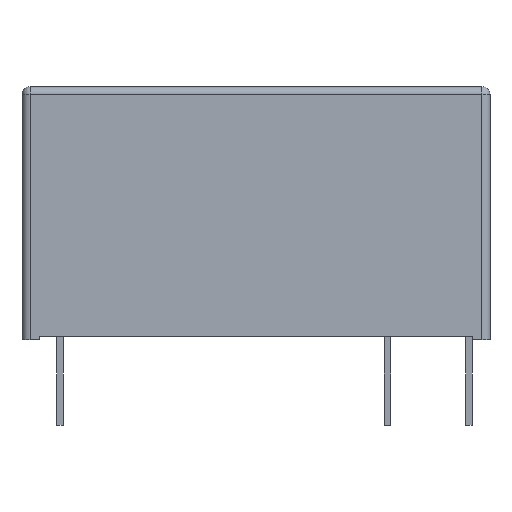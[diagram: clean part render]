
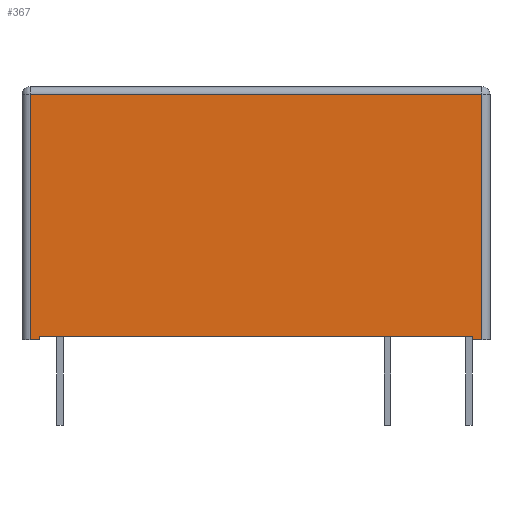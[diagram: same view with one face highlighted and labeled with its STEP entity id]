
A CAD part, front view. The second image highlights one B-rep face of the part: STEP entity #367.
In plain terms, the highlighted planar face has unit normal (0, -1, 0).
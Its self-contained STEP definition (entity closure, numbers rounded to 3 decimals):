
#13=DIRECTION('',(0.,0.,1.));
#126=VERTEX_POINT('',#127);
#127=CARTESIAN_POINT('',(-1.289,-2.6,0.2));
#168=VERTEX_POINT('',#169);
#169=CARTESIAN_POINT('',(25.589,-2.6,0.2));
#173=ORIENTED_EDGE('',*,*,#174,.F.);
#174=EDGE_CURVE('',#126,#168,#175,.T.);
#175=LINE('',#127,#176);
#176=VECTOR('',#177,1.);
#177=DIRECTION('',(1.,0.,0.));
#321=VECTOR('',#13,1.);
#323=ORIENTED_EDGE('',*,*,#324,.F.);
#324=EDGE_CURVE('',#325,#126,#327,.T.);
#325=VERTEX_POINT('',#326);
#326=CARTESIAN_POINT('',(-1.289,-2.6,0.));
#327=LINE('',#326,#321);
#367=ADVANCED_FACE('',(#368),#399,.F.);
#368=FACE_BOUND('',#369,.F.);
#369=EDGE_LOOP('',(#370,#376,#381,#387,#392,#396,#173,#323));
#370=ORIENTED_EDGE('',*,*,#371,.F.);
#371=EDGE_CURVE('',#372,#325,#374,.T.);
#372=VERTEX_POINT('',#373);
#373=CARTESIAN_POINT('',(-1.85,-2.6,0.));
#374=LINE('',#375,#176);
#375=CARTESIAN_POINT('',(-2.35,-2.6,0.));
#376=ORIENTED_EDGE('',*,*,#377,.T.);
#377=EDGE_CURVE('',#372,#378,#380,.T.);
#378=VERTEX_POINT('',#379);
#379=CARTESIAN_POINT('',(-1.85,-2.6,15.2));
#380=LINE('',#373,#321);
#381=ORIENTED_EDGE('',*,*,#382,.T.);
#382=EDGE_CURVE('',#378,#383,#385,.T.);
#383=VERTEX_POINT('',#384);
#384=CARTESIAN_POINT('',(26.15,-2.6,15.2));
#385=LINE('',#386,#176);
#386=CARTESIAN_POINT('',(-2.35,-2.6,15.2));
#387=ORIENTED_EDGE('',*,*,#388,.F.);
#388=EDGE_CURVE('',#389,#383,#391,.T.);
#389=VERTEX_POINT('',#390);
#390=CARTESIAN_POINT('',(26.15,-2.6,0.));
#391=LINE('',#390,#321);
#392=ORIENTED_EDGE('',*,*,#393,.F.);
#393=EDGE_CURVE('',#394,#389,#374,.T.);
#394=VERTEX_POINT('',#395);
#395=CARTESIAN_POINT('',(25.589,-2.6,0.));
#396=ORIENTED_EDGE('',*,*,#397,.T.);
#397=EDGE_CURVE('',#394,#168,#398,.T.);
#398=LINE('',#395,#321);
#399=PLANE('',#400);
#400=AXIS2_PLACEMENT_3D('',#375,#401,#177);
#401=DIRECTION('',(0.,1.,0.));
